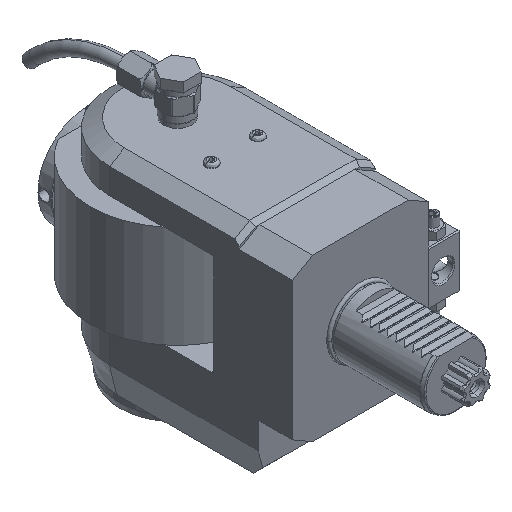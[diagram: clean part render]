
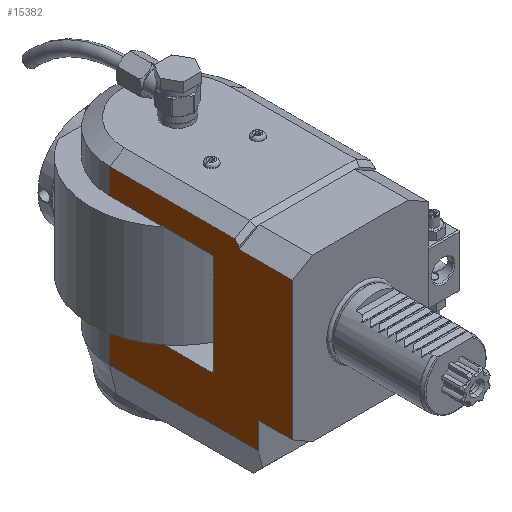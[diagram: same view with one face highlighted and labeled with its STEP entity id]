
A CAD part, isometric view. The second image highlights one B-rep face of the part: STEP entity #15382.
In plain terms, the highlighted planar face has unit normal (-1, 0, 0).
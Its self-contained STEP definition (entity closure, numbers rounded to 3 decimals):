
#3275=DIRECTION('',(0.,1.,0.));
#3276=VECTOR('',#3275,59.);
#3277=CARTESIAN_POINT('',(-32.,-59.,35.959));
#3278=LINE('',#3277,#3276);
#3299=DIRECTION('',(0.,0.,1.));
#3300=VECTOR('',#3299,0.5);
#3301=CARTESIAN_POINT('',(-32.,-59.,35.459));
#3302=LINE('',#3301,#3300);
#3307=DIRECTION('',(0.,1.,0.));
#3308=VECTOR('',#3307,0.433);
#3309=CARTESIAN_POINT('',(-32.,-59.433,35.459));
#3310=LINE('',#3309,#3308);
#3311=DIRECTION('',(0.,0.655,0.756));
#3312=VECTOR('',#3311,2.394);
#3313=CARTESIAN_POINT('',(-32.,-61.,33.649));
#3314=LINE('',#3313,#3312);
#3315=DIRECTION('',(0.,-1.,0.));
#3316=VECTOR('',#3315,25.);
#3317=CARTESIAN_POINT('',(-32.,-61.,32.515));
#3318=LINE('',#3317,#3316);
#3319=DIRECTION('',(0.,-1.,0.));
#3320=VECTOR('',#3319,16.);
#3321=CARTESIAN_POINT('',(-32.,-70.,-32.515));
#3322=LINE('',#3321,#3320);
#3323=DIRECTION('',(0.,1.,0.));
#3324=VECTOR('',#3323,23.368);
#3325=CARTESIAN_POINT('',(-32.,-49.,24.));
#3326=LINE('',#3325,#3324);
#3331=DIRECTION('',(0.,0.,-1.));
#3332=VECTOR('',#3331,11.959);
#3333=CARTESIAN_POINT('',(-32.,0.,
35.959));
#3334=LINE('',#3333,#3332);
#3456=DIRECTION('',(0.,0.,-1.));
#3457=VECTOR('',#3456,65.03);
#3458=CARTESIAN_POINT('',(-32.,-86.,32.515));
#3459=LINE('',#3458,#3457);
#3638=DIRECTION('',(0.,0.,1.));
#3639=VECTOR('',#3638,1.134);
#3640=CARTESIAN_POINT('',(-32.,-61.,32.515));
#3641=LINE('',#3640,#3639);
#3678=DIRECTION('',(0.,0.,1.));
#3679=VECTOR('',#3678,12.485);
#3680=CARTESIAN_POINT('',(-32.,-70.,-45.));
#3681=LINE('',#3680,#3679);
#3698=DIRECTION('',(0.,-1.,0.));
#3699=VECTOR('',#3698,70.);
#3700=CARTESIAN_POINT('',(-32.,0.,
-45.));
#3701=LINE('',#3700,#3699);
#3757=DIRECTION('',(0.,0.,-1.));
#3758=VECTOR('',#3757,21.);
#3759=CARTESIAN_POINT('',(-32.,0.,-24.));
#3760=LINE('',#3759,#3758);
#3761=CARTESIAN_POINT('',(-32.,0.,-45.001));
#3885=DIRECTION('',(0.,1.,0.));
#3886=VECTOR('',#3885,25.632);
#3887=CARTESIAN_POINT('',(-32.,-25.632,-24.));
#3888=LINE('',#3887,#3886);
#3911=DIRECTION('',(0.,1.,0.));
#3912=VECTOR('',#3911,23.368);
#3913=CARTESIAN_POINT('',(-32.,-49.,-24.));
#3914=LINE('',#3913,#3912);
#3923=DIRECTION('',(0.,0.,-1.));
#3924=VECTOR('',#3923,48.);
#3925=CARTESIAN_POINT('',(-32.,-49.,24.));
#3926=LINE('',#3925,#3924);
#4357=DIRECTION('',(0.,-1.,0.));
#4358=VECTOR('',#4357,25.632);
#4359=CARTESIAN_POINT('',(-32.,0.,24.));
#4360=LINE('',#4359,#4358);
#11237=CARTESIAN_POINT('',(-32.,-61.,33.649));
#11238=CARTESIAN_POINT('',(-32.,-59.433,35.459));
#11239=VERTEX_POINT('',#11237);
#11240=VERTEX_POINT('',#11238);
#12287=CARTESIAN_POINT('',(-32.,-86.,32.515));
#12289=VERTEX_POINT('',#12287);
#12294=CARTESIAN_POINT('',(-32.,-49.,24.));
#12295=CARTESIAN_POINT('',(-32.,-49.,-24.));
#12296=VERTEX_POINT('',#12294);
#12297=VERTEX_POINT('',#12295);
#12310=CARTESIAN_POINT('',(-32.,-25.632,-24.));
#12311=VERTEX_POINT('',#12310);
#12314=CARTESIAN_POINT('',(-32.,-25.632,24.));
#12315=VERTEX_POINT('',#12314);
#12326=CARTESIAN_POINT('',(-32.,-70.,-45.));
#12328=VERTEX_POINT('',#12326);
#12334=CARTESIAN_POINT('',(-32.,-86.,-32.515));
#12335=VERTEX_POINT('',#12334);
#12340=CARTESIAN_POINT('',(-32.,-70.,-32.515));
#12341=VERTEX_POINT('',#12340);
#12346=CARTESIAN_POINT('',(-32.,-59.,35.959));
#12347=CARTESIAN_POINT('',(-32.,0.,
35.959));
#12348=VERTEX_POINT('',#12346);
#12349=VERTEX_POINT('',#12347);
#12358=VERTEX_POINT('',#3761);
#12376=CARTESIAN_POINT('',(-32.,-59.,35.459));
#12378=VERTEX_POINT('',#12376);
#12506=CARTESIAN_POINT('',(-32.,-61.,32.515));
#12507=VERTEX_POINT('',#12506);
#12512=CARTESIAN_POINT('',(-32.,0.,-24.));
#12513=VERTEX_POINT('',#12512);
#12515=CARTESIAN_POINT('',(-32.,0.,24.));
#12517=VERTEX_POINT('',#12515);
#15345=CARTESIAN_POINT('',(-32.,0.,-59.));
#15346=DIRECTION('',(-1.,0.,0.));
#15347=DIRECTION('',(0.,-1.,0.));
#15348=AXIS2_PLACEMENT_3D('',#15345,#15346,#15347);
#15349=PLANE('',#15348);
#15351=ORIENTED_EDGE('',*,*,#15350,.F.);
#15352=ORIENTED_EDGE('',*,*,#15293,.F.);
#15353=ORIENTED_EDGE('',*,*,#15339,.F.);
#15354=ORIENTED_EDGE('',*,*,#15328,.F.);
#15355=ORIENTED_EDGE('',*,*,#15315,.F.);
#15357=ORIENTED_EDGE('',*,*,#15356,.F.);
#15359=ORIENTED_EDGE('',*,*,#15358,.T.);
#15361=ORIENTED_EDGE('',*,*,#15360,.T.);
#15363=ORIENTED_EDGE('',*,*,#15362,.F.);
#15365=ORIENTED_EDGE('',*,*,#15364,.F.);
#15367=ORIENTED_EDGE('',*,*,#15366,.F.);
#15369=ORIENTED_EDGE('',*,*,#15368,.F.);
#15371=ORIENTED_EDGE('',*,*,#15370,.F.);
#15373=ORIENTED_EDGE('',*,*,#15372,.F.);
#15375=ORIENTED_EDGE('',*,*,#15374,.F.);
#15377=ORIENTED_EDGE('',*,*,#15376,.T.);
#15379=ORIENTED_EDGE('',*,*,#15378,.F.);
#15380=EDGE_LOOP('',(#15351,#15352,#15353,#15354,#15355,#15357,#15359,#15361,
#15363,#15365,#15367,#15369,#15371,#15373,#15375,#15377,#15379));
#15381=FACE_OUTER_BOUND('',#15380,.F.);
#15293=EDGE_CURVE('',#12348,#12349,#3278,.T.);
#15315=EDGE_CURVE('',#11239,#11240,#3314,.T.);
#15328=EDGE_CURVE('',#11240,#12378,#3310,.T.);
#15339=EDGE_CURVE('',#12378,#12348,#3302,.T.);
#15350=EDGE_CURVE('',#12349,#12517,#3334,.T.);
#15356=EDGE_CURVE('',#12507,#11239,#3641,.T.);
#15358=EDGE_CURVE('',#12507,#12289,#3318,.T.);
#15360=EDGE_CURVE('',#12289,#12335,#3459,.T.);
#15362=EDGE_CURVE('',#12341,#12335,#3322,.T.);
#15364=EDGE_CURVE('',#12328,#12341,#3681,.T.);
#15366=EDGE_CURVE('',#12358,#12328,#3701,.T.);
#15368=EDGE_CURVE('',#12513,#12358,#3760,.T.);
#15370=EDGE_CURVE('',#12311,#12513,#3888,.T.);
#15372=EDGE_CURVE('',#12297,#12311,#3914,.T.);
#15374=EDGE_CURVE('',#12296,#12297,#3926,.T.);
#15376=EDGE_CURVE('',#12296,#12315,#3326,.T.);
#15378=EDGE_CURVE('',#12517,#12315,#4360,.T.);
#15382=ADVANCED_FACE('',(#15381),#15349,.T.);
